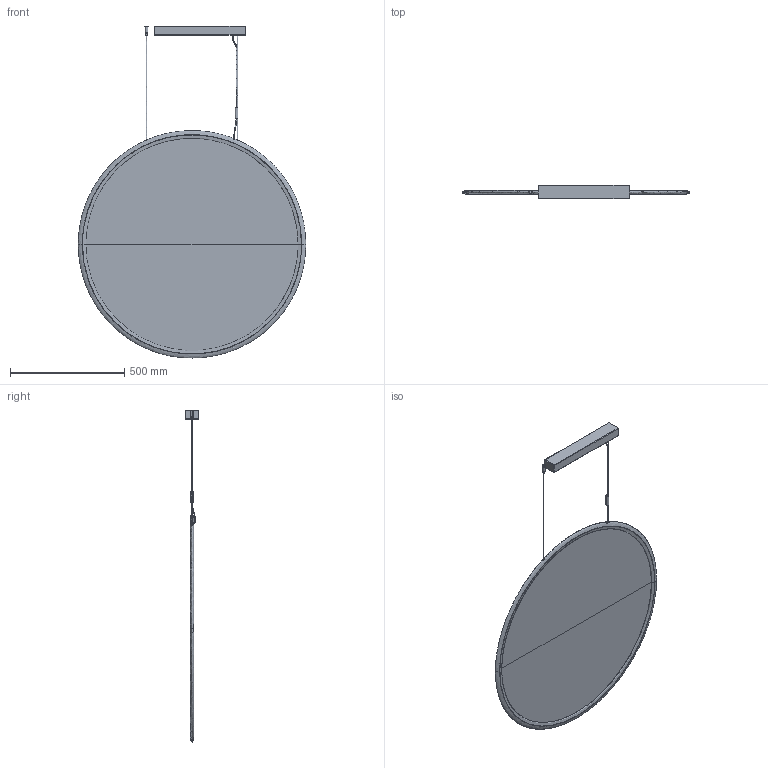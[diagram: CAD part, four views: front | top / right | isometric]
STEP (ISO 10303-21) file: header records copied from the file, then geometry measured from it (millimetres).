
FILE_DESCRIPTION(/* description */ (''),/* implementation_level */ '2;1');
FILE_NAME(/* name */ 'Discovery_Vertical_100_RGBW_TW',/* time_stamp */ '2020-04-28T17:53:50+02:00',/* author */ (''),/* organization */ (''),/* preprocessor_version */ 'ST-DEVELOPER v15',/* originating_system */ '',/* authorisation */ '');
FILE_SCHEMA (('AUTOMOTIVE_DESIGN'));
Length unit declared in the file: millimetre
Products named in the file (1): Document
Bounding box: 995.61 x 60 x 1454.22 mm (x, y, z)
Volume: 3854928.6 mm3; surface area: 1802735.4 mm2
Topology: 6 solids, 10 shells, 230 faces, 547 edges, 332 vertices
Faces by surface type: bspline 199, plane 31
Entity records: 8383 total; most frequent: CARTESIAN_POINT 5486, ORIENTED_EDGE 1076, EDGE_CURVE 550, VERTEX_POINT 335, EDGE_LOOP 238, ADVANCED_FACE 230, FACE_OUTER_BOUND 230, B_SPLINE_CURVE_WITH_KNOTS 80
